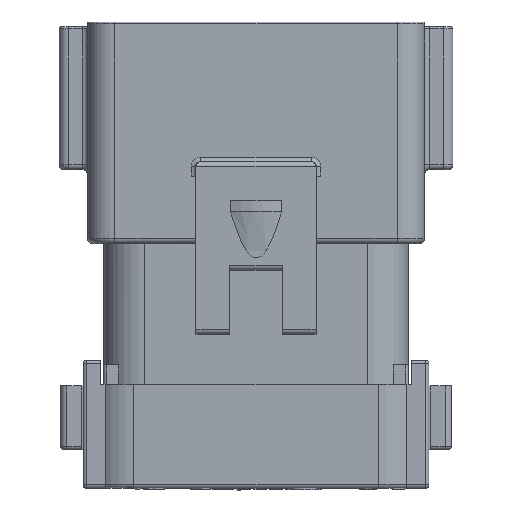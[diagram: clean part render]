
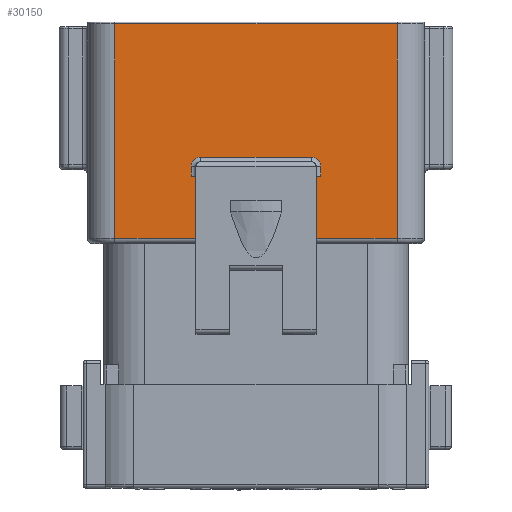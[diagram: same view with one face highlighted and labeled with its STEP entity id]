
A CAD part, top view. The second image highlights one B-rep face of the part: STEP entity #30150.
In plain terms, the highlighted planar face has unit normal (0, 0, 1).
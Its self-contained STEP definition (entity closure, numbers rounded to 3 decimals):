
#4459=DIRECTION('',(-1.,0.,0.));
#4460=VECTOR('',#4459,1.025);
#4461=CARTESIAN_POINT('',(-4.85,13.1,10.95));
#4462=LINE('',#4461,#4460);
#4463=DIRECTION('',(0.,1.,0.));
#4464=VECTOR('',#4463,9.6);
#4465=CARTESIAN_POINT('',(-5.875,13.1,10.95));
#4466=LINE('',#4465,#4464);
#4467=DIRECTION('',(0.,1.,0.));
#4468=VECTOR('',#4467,22.4);
#4469=CARTESIAN_POINT('',(-14.75,22.7,10.95));
#4470=LINE('',#4469,#4468);
#4471=DIRECTION('',(-1.,0.,0.));
#4472=VECTOR('',#4471,29.5);
#4473=CARTESIAN_POINT('',(14.75,45.1,10.95));
#4474=LINE('',#4473,#4472);
#4475=DIRECTION('',(0.,1.,0.));
#4476=VECTOR('',#4475,22.4);
#4477=CARTESIAN_POINT('',(14.75,22.7,10.95));
#4478=LINE('',#4477,#4476);
#4479=DIRECTION('',(0.,1.,0.));
#4480=VECTOR('',#4479,9.6);
#4481=CARTESIAN_POINT('',(5.875,13.1,10.95));
#4482=LINE('',#4481,#4480);
#4483=DIRECTION('',(-1.,0.,0.));
#4484=VECTOR('',#4483,1.025);
#4485=CARTESIAN_POINT('',(5.875,13.1,10.95));
#4486=LINE('',#4485,#4484);
#4487=DIRECTION('',(0.,1.,0.));
#4488=VECTOR('',#4487,16.1);
#4489=CARTESIAN_POINT('',(4.85,13.1,10.95));
#4490=LINE('',#4489,#4488);
#4491=DIRECTION('',(0.,1.,0.));
#4492=VECTOR('',#4491,1.);
#4493=CARTESIAN_POINT('',(6.775,29.2,10.95));
#4494=LINE('',#4493,#4492);
#4495=CARTESIAN_POINT('',(5.775,30.2,10.95));
#4496=DIRECTION('',(0.,0.,-1.));
#4497=DIRECTION('',(0.,1.,0.));
#4498=AXIS2_PLACEMENT_3D('',#4495,#4496,#4497);
#4500=DIRECTION('',(-1.,0.,0.));
#4501=VECTOR('',#4500,11.55);
#4502=CARTESIAN_POINT('',(5.775,31.2,10.95));
#4503=LINE('',#4502,#4501);
#4504=CARTESIAN_POINT('',(-5.775,30.2,10.95));
#4505=DIRECTION('',(0.,0.,-1.));
#4506=DIRECTION('',(-1.,0.,0.));
#4507=AXIS2_PLACEMENT_3D('',#4504,#4505,#4506);
#4509=DIRECTION('',(0.,-1.,0.));
#4510=VECTOR('',#4509,1.);
#4511=CARTESIAN_POINT('',(-6.775,30.2,10.95));
#4512=LINE('',#4511,#4510);
#4513=DIRECTION('',(0.,-1.,0.));
#4514=VECTOR('',#4513,16.1);
#4515=CARTESIAN_POINT('',(-4.85,29.2,10.95));
#4516=LINE('',#4515,#4514);
#4582=DIRECTION('',(-1.,0.,0.));
#4583=VECTOR('',#4582,1.925);
#4584=CARTESIAN_POINT('',(6.775,29.2,10.95));
#4585=LINE('',#4584,#4583);
#4586=DIRECTION('',(-1.,0.,0.));
#4587=VECTOR('',#4586,1.925);
#4588=CARTESIAN_POINT('',(-4.85,29.2,10.95));
#4589=LINE('',#4588,#4587);
#4926=DIRECTION('',(1.,0.,0.));
#4927=VECTOR('',#4926,8.875);
#4928=CARTESIAN_POINT('',(-14.75,22.7,10.95));
#4929=LINE('',#4928,#4927);
#4945=DIRECTION('',(1.,0.,0.));
#4946=VECTOR('',#4945,8.875);
#4947=CARTESIAN_POINT('',(5.875,22.7,10.95));
#4948=LINE('',#4947,#4946);
#20940=CARTESIAN_POINT('',(-14.75,22.7,10.95));
#20942=VERTEX_POINT('',#20940);
#20947=CARTESIAN_POINT('',(14.75,22.7,10.95));
#20949=VERTEX_POINT('',#20947);
#21735=CARTESIAN_POINT('',(-4.85,29.2,10.95));
#21736=VERTEX_POINT('',#21735);
#21738=CARTESIAN_POINT('',(4.85,29.2,10.95));
#21740=VERTEX_POINT('',#21738);
#21792=CARTESIAN_POINT('',(-6.775,30.2,10.95));
#21793=CARTESIAN_POINT('',(-6.775,29.2,10.95));
#21794=VERTEX_POINT('',#21792);
#21795=VERTEX_POINT('',#21793);
#21804=CARTESIAN_POINT('',(6.775,29.2,10.95));
#21805=CARTESIAN_POINT('',(6.775,30.2,10.95));
#21806=VERTEX_POINT('',#21804);
#21807=VERTEX_POINT('',#21805);
#21816=CARTESIAN_POINT('',(5.775,31.2,10.95));
#21817=CARTESIAN_POINT('',(-5.775,31.2,10.95));
#21818=VERTEX_POINT('',#21816);
#21819=VERTEX_POINT('',#21817);
#21904=CARTESIAN_POINT('',(-14.75,45.1,10.95));
#21905=VERTEX_POINT('',#21904);
#21908=CARTESIAN_POINT('',(14.75,45.1,10.95));
#21909=VERTEX_POINT('',#21908);
#22010=CARTESIAN_POINT('',(-4.85,13.1,10.95));
#22011=CARTESIAN_POINT('',(-5.875,13.1,10.95));
#22012=VERTEX_POINT('',#22010);
#22013=VERTEX_POINT('',#22011);
#22014=CARTESIAN_POINT('',(-5.875,22.7,10.95));
#22015=VERTEX_POINT('',#22014);
#22022=CARTESIAN_POINT('',(5.875,13.1,10.95));
#22023=CARTESIAN_POINT('',(5.875,22.7,10.95));
#22024=VERTEX_POINT('',#22022);
#22025=VERTEX_POINT('',#22023);
#22026=CARTESIAN_POINT('',(4.85,13.1,10.95));
#22027=VERTEX_POINT('',#22026);
#30108=CARTESIAN_POINT('',(17.6,19.8,10.95));
#30109=DIRECTION('',(0.,0.,1.));
#30110=DIRECTION('',(-1.,0.,0.));
#30111=AXIS2_PLACEMENT_3D('',#30108,#30109,#30110);
#30112=PLANE('',#30111);
#30114=ORIENTED_EDGE('',*,*,#30113,.T.);
#30115=ORIENTED_EDGE('',*,*,#30099,.T.);
#30117=ORIENTED_EDGE('',*,*,#30116,.F.);
#30119=ORIENTED_EDGE('',*,*,#30118,.T.);
#30121=ORIENTED_EDGE('',*,*,#30120,.F.);
#30123=ORIENTED_EDGE('',*,*,#30122,.F.);
#30125=ORIENTED_EDGE('',*,*,#30124,.F.);
#30127=ORIENTED_EDGE('',*,*,#30126,.F.);
#30129=ORIENTED_EDGE('',*,*,#30128,.T.);
#30131=ORIENTED_EDGE('',*,*,#30130,.T.);
#30133=ORIENTED_EDGE('',*,*,#30132,.F.);
#30135=ORIENTED_EDGE('',*,*,#30134,.T.);
#30137=ORIENTED_EDGE('',*,*,#30136,.F.);
#30139=ORIENTED_EDGE('',*,*,#30138,.T.);
#30141=ORIENTED_EDGE('',*,*,#30140,.F.);
#30143=ORIENTED_EDGE('',*,*,#30142,.T.);
#30145=ORIENTED_EDGE('',*,*,#30144,.F.);
#30147=ORIENTED_EDGE('',*,*,#30146,.T.);
#30148=EDGE_LOOP('',(#30114,#30115,#30117,#30119,#30121,#30123,#30125,#30127,
#30129,#30131,#30133,#30135,#30137,#30139,#30141,#30143,#30145,#30147));
#30149=FACE_OUTER_BOUND('',#30148,.F.);
#30150=ADVANCED_FACE('',(#30149),#30112,.T.);
#4499=CIRCLE('',#4498,1.);
#4508=CIRCLE('',#4507,1.);
#30099=EDGE_CURVE('',#22013,#22015,#4466,.T.);
#30113=EDGE_CURVE('',#22012,#22013,#4462,.T.);
#30116=EDGE_CURVE('',#20942,#22015,#4929,.T.);
#30118=EDGE_CURVE('',#20942,#21905,#4470,.T.);
#30120=EDGE_CURVE('',#21909,#21905,#4474,.T.);
#30122=EDGE_CURVE('',#20949,#21909,#4478,.T.);
#30124=EDGE_CURVE('',#22025,#20949,#4948,.T.);
#30126=EDGE_CURVE('',#22024,#22025,#4482,.T.);
#30128=EDGE_CURVE('',#22024,#22027,#4486,.T.);
#30130=EDGE_CURVE('',#22027,#21740,#4490,.T.);
#30132=EDGE_CURVE('',#21806,#21740,#4585,.T.);
#30134=EDGE_CURVE('',#21806,#21807,#4494,.T.);
#30136=EDGE_CURVE('',#21818,#21807,#4499,.T.);
#30138=EDGE_CURVE('',#21818,#21819,#4503,.T.);
#30140=EDGE_CURVE('',#21794,#21819,#4508,.T.);
#30142=EDGE_CURVE('',#21794,#21795,#4512,.T.);
#30144=EDGE_CURVE('',#21736,#21795,#4589,.T.);
#30146=EDGE_CURVE('',#21736,#22012,#4516,.T.);
